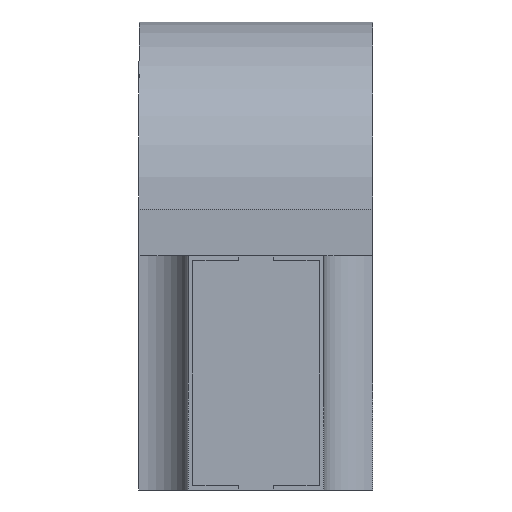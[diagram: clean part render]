
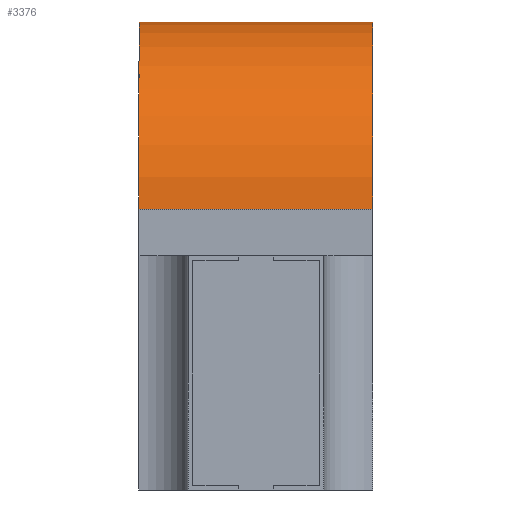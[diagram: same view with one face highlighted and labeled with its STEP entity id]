
A CAD part, left-side view. The second image highlights one B-rep face of the part: STEP entity #3376.
In plain terms, the highlighted cylindrical face has radius 0.8 mm (diameter 1.6 mm), a partial arc.
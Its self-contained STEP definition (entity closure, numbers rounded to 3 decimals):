
#35 = DIRECTION ( 'NONE',  ( 0., -1., 0. ) ) ;
#47 = CARTESIAN_POINT ( 'NONE',  ( -1., 1., -0.2 ) ) ;
#70 = AXIS2_PLACEMENT_3D ( 'NONE', #3210, #3237, #3596 ) ;
#97 = CARTESIAN_POINT ( 'NONE',  ( -1., 1., -0.2 ) ) ;
#293 = LINE ( 'NONE', #3311, #3960 ) ;
#309 = DIRECTION ( 'NONE',  ( 0., 0., 1. ) ) ;
#310 = CARTESIAN_POINT ( 'NONE',  ( -1., 0., -0.2 ) ) ;
#410 = VERTEX_POINT ( 'NONE', #2935 ) ;
#441 = CIRCLE ( 'NONE', #3362, 0.8 ) ;
#827 = ORIENTED_EDGE ( 'NONE', *, *, #1495, .T. ) ;
#831 = DIRECTION ( 'NONE',  ( 0., -1., 0. ) ) ;
#947 = EDGE_CURVE ( 'NONE', #1619, #3166, #1005, .T. ) ;
#1005 = LINE ( 'NONE', #47, #3507 ) ;
#1098 = CARTESIAN_POINT ( 'NONE',  ( -0.2, 1., -0.2 ) ) ;
#1259 = CARTESIAN_POINT ( 'NONE',  ( -0.2, 0., -1. ) ) ;
#1495 = EDGE_CURVE ( 'NONE', #1619, #410, #441, .T. ) ;
#1619 = VERTEX_POINT ( 'NONE', #97 ) ;
#1819 = CIRCLE ( 'NONE', #4026, 0.8 ) ;
#1891 = EDGE_CURVE ( 'NONE', #3166, #2290, #1819, .T. ) ;
#2069 = ORIENTED_EDGE ( 'NONE', *, *, #1891, .F. ) ;
#2290 = VERTEX_POINT ( 'NONE', #1259 ) ;
#2435 = DIRECTION ( 'NONE',  ( 0., -1., 0. ) ) ;
#2538 = DIRECTION ( 'NONE',  ( 0., -1., 0. ) ) ;
#2590 = ORIENTED_EDGE ( 'NONE', *, *, #2929, .T. ) ;
#2929 = EDGE_CURVE ( 'NONE', #410, #2290, #293, .T. ) ;
#2935 = CARTESIAN_POINT ( 'NONE',  ( -0.2, 1., -1. ) ) ;
#3150 = CARTESIAN_POINT ( 'NONE',  ( -0.2, 0., -0.2 ) ) ;
#3166 = VERTEX_POINT ( 'NONE', #310 ) ;
#3210 = CARTESIAN_POINT ( 'NONE',  ( -0.2, 1., -0.2 ) ) ;
#3237 = DIRECTION ( 'NONE',  ( 0., -1., 0. ) ) ;
#3278 = DIRECTION ( 'NONE',  ( 0., 0., 1. ) ) ;
#3311 = CARTESIAN_POINT ( 'NONE',  ( -0.2, 1., -1. ) ) ;
#3362 = AXIS2_PLACEMENT_3D ( 'NONE', #1098, #35, #3278 ) ;
#3376 = ADVANCED_FACE ( 'NONE', ( #3898 ), #3683, .T. ) ;
#3507 = VECTOR ( 'NONE', #2538, 1000. ) ;
#3596 = DIRECTION ( 'NONE',  ( 0., 0., 1. ) ) ;
#3683 = CYLINDRICAL_SURFACE ( 'NONE', #70, 0.8 ) ;
#3721 = ORIENTED_EDGE ( 'NONE', *, *, #947, .F. ) ;
#3860 = EDGE_LOOP ( 'NONE', ( #2069, #3721, #827, #2590 ) ) ;
#3898 = FACE_OUTER_BOUND ( 'NONE', #3860, .T. ) ;
#3960 = VECTOR ( 'NONE', #831, 1000. ) ;
#4026 = AXIS2_PLACEMENT_3D ( 'NONE', #3150, #2435, #309 ) ;
